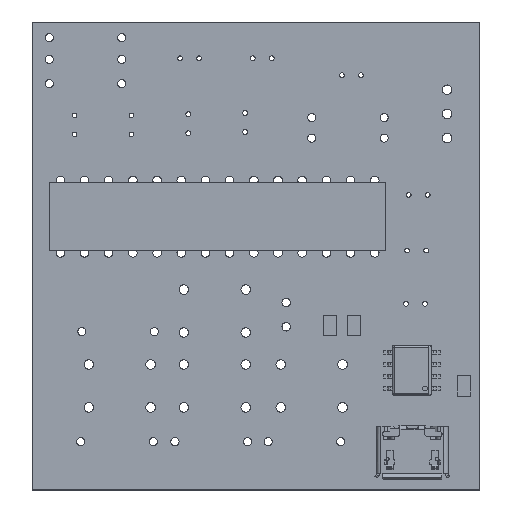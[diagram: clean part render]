
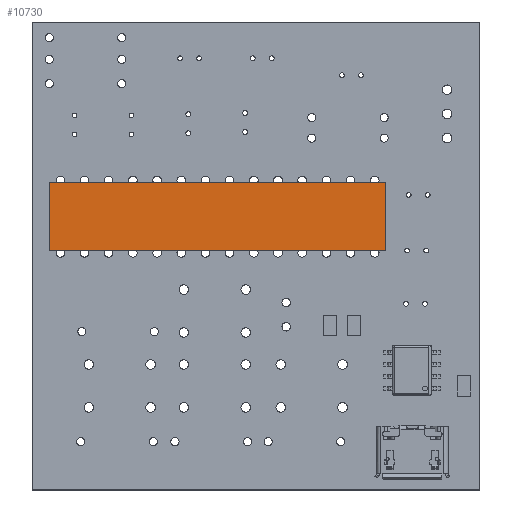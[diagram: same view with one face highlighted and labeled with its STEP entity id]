
A CAD part, top view. The second image highlights one B-rep face of the part: STEP entity #10730.
In plain terms, the highlighted planar face has unit normal (0, 0, 1).
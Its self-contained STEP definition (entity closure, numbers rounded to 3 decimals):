
#10601 = VERTEX_POINT('',#10602);
#10602 = CARTESIAN_POINT('',(1.806,32.302,4.58));
#10608 = EDGE_CURVE('',#10601,#10609,#10611,.T.);
#10609 = VERTEX_POINT('',#10610);
#10610 = CARTESIAN_POINT('',(1.806,25.102,4.58));
#10611 = LINE('',#10612,#10613);
#10612 = CARTESIAN_POINT('',(1.806,32.302,4.58));
#10613 = VECTOR('',#10614,1.);
#10614 = DIRECTION('',(0.,-1.,0.));
#10639 = EDGE_CURVE('',#10609,#10640,#10642,.T.);
#10640 = VERTEX_POINT('',#10641);
#10641 = CARTESIAN_POINT('',(37.106,25.102,4.58));
#10642 = LINE('',#10643,#10644);
#10643 = CARTESIAN_POINT('',(1.806,25.102,4.58));
#10644 = VECTOR('',#10645,1.);
#10645 = DIRECTION('',(1.,0.,0.));
#10670 = EDGE_CURVE('',#10640,#10671,#10673,.T.);
#10671 = VERTEX_POINT('',#10672);
#10672 = CARTESIAN_POINT('',(37.106,32.302,4.58));
#10673 = LINE('',#10674,#10675);
#10674 = CARTESIAN_POINT('',(37.106,25.102,4.58));
#10675 = VECTOR('',#10676,1.);
#10676 = DIRECTION('',(0.,1.,0.));
#10701 = EDGE_CURVE('',#10671,#10601,#10702,.T.);
#10702 = LINE('',#10703,#10704);
#10703 = CARTESIAN_POINT('',(37.106,32.302,4.58));
#10704 = VECTOR('',#10705,1.);
#10705 = DIRECTION('',(-1.,0.,0.));
#10730 = ADVANCED_FACE('',(#10731),#10737,.T.);
#10731 = FACE_BOUND('',#10732,.T.);
#10732 = EDGE_LOOP('',(#10733,#10734,#10735,#10736));
#10733 = ORIENTED_EDGE('',*,*,#10608,.T.);
#10734 = ORIENTED_EDGE('',*,*,#10639,.T.);
#10735 = ORIENTED_EDGE('',*,*,#10670,.T.);
#10736 = ORIENTED_EDGE('',*,*,#10701,.T.);
#10737 = PLANE('',#10738);
#10738 = AXIS2_PLACEMENT_3D('',#10739,#10740,#10741);
#10739 = CARTESIAN_POINT('',(19.456,28.702,4.58));
#10740 = DIRECTION('',(0.,0.,1.));
#10741 = DIRECTION('',(1.,0.,0.));
